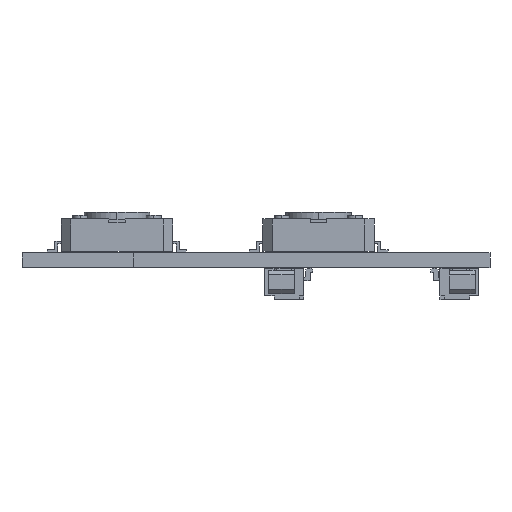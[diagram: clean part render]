
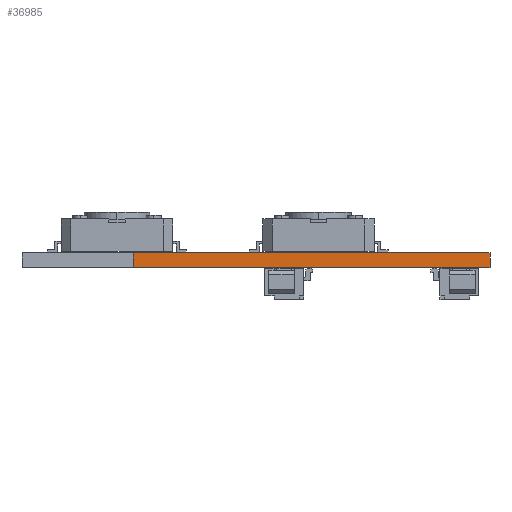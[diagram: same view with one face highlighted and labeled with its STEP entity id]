
A CAD part, front view. The second image highlights one B-rep face of the part: STEP entity #36985.
In plain terms, the highlighted planar face has unit normal (0, -1, 0).
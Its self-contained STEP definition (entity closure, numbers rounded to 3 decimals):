
#36985 = ADVANCED_FACE('',(#36986),#37000,.F.);
#36986 = FACE_BOUND('',#36987,.F.);
#36987 = EDGE_LOOP('',(#36988,#37023,#37051,#37079));
#36988 = ORIENTED_EDGE('',*,*,#36989,.T.);
#36989 = EDGE_CURVE('',#36990,#36992,#36994,.T.);
#36990 = VERTEX_POINT('',#36991);
#36991 = CARTESIAN_POINT('',(50.25,-175.,0.));
#36992 = VERTEX_POINT('',#36993);
#36993 = CARTESIAN_POINT('',(50.25,-175.,1.6));
#36994 = SURFACE_CURVE('',#36995,(#36999,#37011),.PCURVE_S1.);
#36995 = LINE('',#36996,#36997);
#36996 = CARTESIAN_POINT('',(50.25,-175.,0.));
#36997 = VECTOR('',#36998,1.);
#36998 = DIRECTION('',(0.,0.,1.));
#36999 = PCURVE('',#37000,#37005);
#37000 = PLANE('',#37001);
#37001 = AXIS2_PLACEMENT_3D('',#37002,#37003,#37004);
#37002 = CARTESIAN_POINT('',(50.25,-175.,0.));
#37003 = DIRECTION('',(0.,1.,0.));
#37004 = DIRECTION('',(1.,0.,0.));
#37005 = DEFINITIONAL_REPRESENTATION('',(#37006),#37010);
#37006 = LINE('',#37007,#37008);
#37007 = CARTESIAN_POINT('',(0.,0.));
#37008 = VECTOR('',#37009,1.);
#37009 = DIRECTION('',(0.,-1.));
#37010 = ( GEOMETRIC_REPRESENTATION_CONTEXT(2) 
PARAMETRIC_REPRESENTATION_CONTEXT() REPRESENTATION_CONTEXT('2D SPACE',''
  ) );
#37011 = PCURVE('',#37012,#37017);
#37012 = PLANE('',#37013);
#37013 = AXIS2_PLACEMENT_3D('',#37014,#37015,#37016);
#37014 = CARTESIAN_POINT('',(50.25,-149.,0.));
#37015 = DIRECTION('',(1.,0.,0.));
#37016 = DIRECTION('',(0.,-1.,0.));
#37017 = DEFINITIONAL_REPRESENTATION('',(#37018),#37022);
#37018 = LINE('',#37019,#37020);
#37019 = CARTESIAN_POINT('',(26.,0.));
#37020 = VECTOR('',#37021,1.);
#37021 = DIRECTION('',(0.,-1.));
#37022 = ( GEOMETRIC_REPRESENTATION_CONTEXT(2) 
PARAMETRIC_REPRESENTATION_CONTEXT() REPRESENTATION_CONTEXT('2D SPACE',''
  ) );
#37023 = ORIENTED_EDGE('',*,*,#37024,.T.);
#37024 = EDGE_CURVE('',#36992,#37025,#37027,.T.);
#37025 = VERTEX_POINT('',#37026);
#37026 = CARTESIAN_POINT('',(88.75,-175.,1.6));
#37027 = SURFACE_CURVE('',#37028,(#37032,#37039),.PCURVE_S1.);
#37028 = LINE('',#37029,#37030);
#37029 = CARTESIAN_POINT('',(50.25,-175.,1.6));
#37030 = VECTOR('',#37031,1.);
#37031 = DIRECTION('',(1.,0.,0.));
#37032 = PCURVE('',#37000,#37033);
#37033 = DEFINITIONAL_REPRESENTATION('',(#37034),#37038);
#37034 = LINE('',#37035,#37036);
#37035 = CARTESIAN_POINT('',(0.,-1.6));
#37036 = VECTOR('',#37037,1.);
#37037 = DIRECTION('',(1.,0.));
#37038 = ( GEOMETRIC_REPRESENTATION_CONTEXT(2) 
PARAMETRIC_REPRESENTATION_CONTEXT() REPRESENTATION_CONTEXT('2D SPACE',''
  ) );
#37039 = PCURVE('',#37040,#37045);
#37040 = PLANE('',#37041);
#37041 = AXIS2_PLACEMENT_3D('',#37042,#37043,#37044);
#37042 = CARTESIAN_POINT('',(64.993,-146.507,1.6));
#37043 = DIRECTION('',(0.,0.,1.));
#37044 = DIRECTION('',(1.,0.,0.));
#37045 = DEFINITIONAL_REPRESENTATION('',(#37046),#37050);
#37046 = LINE('',#37047,#37048);
#37047 = CARTESIAN_POINT('',(-14.743,-28.493));
#37048 = VECTOR('',#37049,1.);
#37049 = DIRECTION('',(1.,0.));
#37050 = ( GEOMETRIC_REPRESENTATION_CONTEXT(2) 
PARAMETRIC_REPRESENTATION_CONTEXT() REPRESENTATION_CONTEXT('2D SPACE',''
  ) );
#37051 = ORIENTED_EDGE('',*,*,#37052,.F.);
#37052 = EDGE_CURVE('',#37053,#37025,#37055,.T.);
#37053 = VERTEX_POINT('',#37054);
#37054 = CARTESIAN_POINT('',(88.75,-175.,0.));
#37055 = SURFACE_CURVE('',#37056,(#37060,#37067),.PCURVE_S1.);
#37056 = LINE('',#37057,#37058);
#37057 = CARTESIAN_POINT('',(88.75,-175.,0.));
#37058 = VECTOR('',#37059,1.);
#37059 = DIRECTION('',(0.,0.,1.));
#37060 = PCURVE('',#37000,#37061);
#37061 = DEFINITIONAL_REPRESENTATION('',(#37062),#37066);
#37062 = LINE('',#37063,#37064);
#37063 = CARTESIAN_POINT('',(38.5,0.));
#37064 = VECTOR('',#37065,1.);
#37065 = DIRECTION('',(0.,-1.));
#37066 = ( GEOMETRIC_REPRESENTATION_CONTEXT(2) 
PARAMETRIC_REPRESENTATION_CONTEXT() REPRESENTATION_CONTEXT('2D SPACE',''
  ) );
#37067 = PCURVE('',#37068,#37073);
#37068 = PLANE('',#37069);
#37069 = AXIS2_PLACEMENT_3D('',#37070,#37071,#37072);
#37070 = CARTESIAN_POINT('',(88.75,-175.,0.));
#37071 = DIRECTION('',(-1.,0.,0.));
#37072 = DIRECTION('',(0.,1.,0.));
#37073 = DEFINITIONAL_REPRESENTATION('',(#37074),#37078);
#37074 = LINE('',#37075,#37076);
#37075 = CARTESIAN_POINT('',(0.,0.));
#37076 = VECTOR('',#37077,1.);
#37077 = DIRECTION('',(0.,-1.));
#37078 = ( GEOMETRIC_REPRESENTATION_CONTEXT(2) 
PARAMETRIC_REPRESENTATION_CONTEXT() REPRESENTATION_CONTEXT('2D SPACE',''
  ) );
#37079 = ORIENTED_EDGE('',*,*,#37080,.F.);
#37080 = EDGE_CURVE('',#36990,#37053,#37081,.T.);
#37081 = SURFACE_CURVE('',#37082,(#37086,#37093),.PCURVE_S1.);
#37082 = LINE('',#37083,#37084);
#37083 = CARTESIAN_POINT('',(50.25,-175.,0.));
#37084 = VECTOR('',#37085,1.);
#37085 = DIRECTION('',(1.,0.,0.));
#37086 = PCURVE('',#37000,#37087);
#37087 = DEFINITIONAL_REPRESENTATION('',(#37088),#37092);
#37088 = LINE('',#37089,#37090);
#37089 = CARTESIAN_POINT('',(0.,0.));
#37090 = VECTOR('',#37091,1.);
#37091 = DIRECTION('',(1.,0.));
#37092 = ( GEOMETRIC_REPRESENTATION_CONTEXT(2) 
PARAMETRIC_REPRESENTATION_CONTEXT() REPRESENTATION_CONTEXT('2D SPACE',''
  ) );
#37093 = PCURVE('',#37094,#37099);
#37094 = PLANE('',#37095);
#37095 = AXIS2_PLACEMENT_3D('',#37096,#37097,#37098);
#37096 = CARTESIAN_POINT('',(64.993,-146.507,0.));
#37097 = DIRECTION('',(0.,0.,1.));
#37098 = DIRECTION('',(1.,0.,0.));
#37099 = DEFINITIONAL_REPRESENTATION('',(#37100),#37104);
#37100 = LINE('',#37101,#37102);
#37101 = CARTESIAN_POINT('',(-14.743,-28.493));
#37102 = VECTOR('',#37103,1.);
#37103 = DIRECTION('',(1.,0.));
#37104 = ( GEOMETRIC_REPRESENTATION_CONTEXT(2) 
PARAMETRIC_REPRESENTATION_CONTEXT() REPRESENTATION_CONTEXT('2D SPACE',''
  ) );
